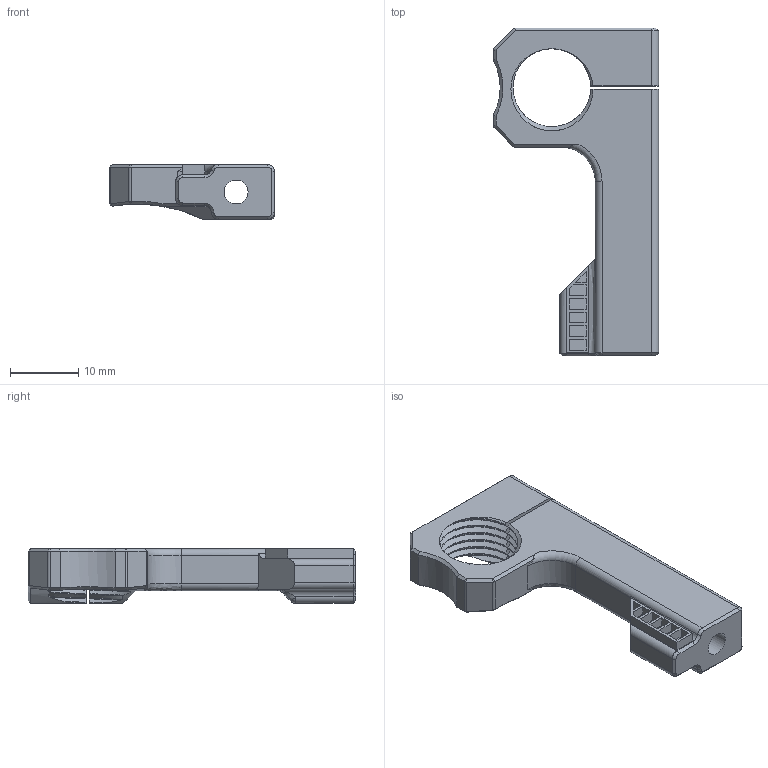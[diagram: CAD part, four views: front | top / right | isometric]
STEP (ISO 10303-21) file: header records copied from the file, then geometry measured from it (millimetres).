
FILE_DESCRIPTION(/* description */ (''),/* implementation_level */ '2;1');
FILE_NAME(/* name */ 'G2E PG7 Bracket_V2.step',/* time_stamp */ '2023-11-14T09:51:21-06:00',/* author */ (''),/* organization */ (''),/* preprocessor_version */ 'ST-DEVELOPER v20',/* originating_system */ 'Autodesk Translation Framework v12.14.0.127',/* authorisation */ '');
FILE_SCHEMA (('AUTOMOTIVE_DESIGN { 1 0 10303 214 3 1 1 }'));
Length unit declared in the file: millimetre
Products named in the file (2): (Unsaved); G2E PG7 Bracket
Assembly tree (1 placements, depth 2):
  (Unsaved)
    G2E PG7 Bracket
Bounding box: 24.23 x 48.05 x 8.03 mm (x, y, z)
Volume: 3764.5 mm3; surface area: 3330.1 mm2
Topology: 2 solids, 2 shells, 175 faces, 460 edges, 289 vertices
Faces by surface type: plane 75, bspline 47, cylinder 42, cone 7, torus 2, sphere 2
Full cylindrical faces by diameter (mm): 3.5 x2, 6 x1
Entity records: 7412 total; most frequent: CARTESIAN_POINT 3439, ORIENTED_EDGE 918, DIRECTION 620, EDGE_CURVE 459, VERTEX_POINT 289, LINE 254, VECTOR 254, EDGE_LOOP 192
